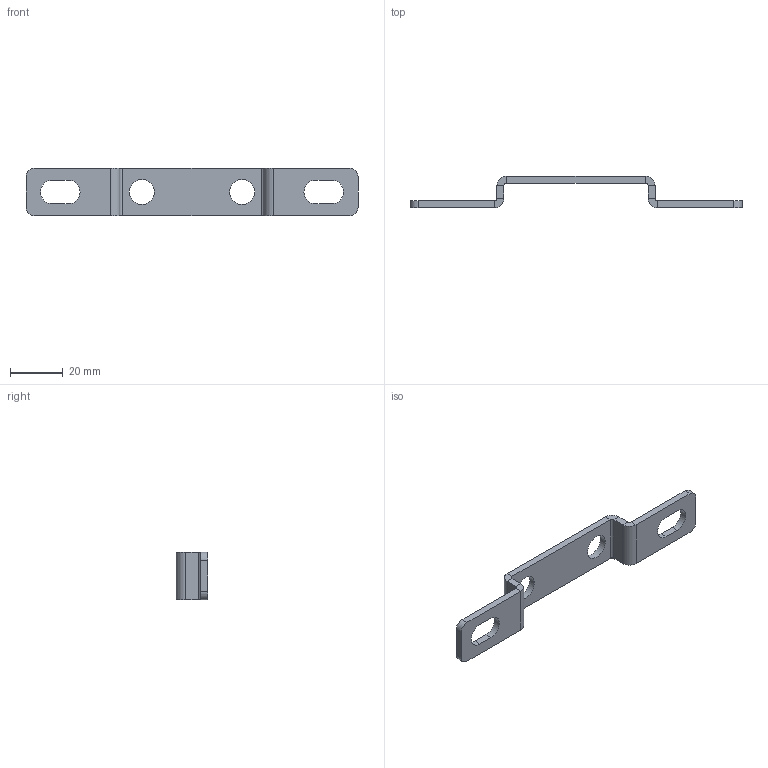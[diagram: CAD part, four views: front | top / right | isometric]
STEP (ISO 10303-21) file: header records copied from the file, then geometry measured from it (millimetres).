
FILE_DESCRIPTION((''),'2;1');
FILE_NAME('193932_ASM','2016-03-07T',('pdmadmin'),(''),'PRO/ENGINEER BY PARAMETRIC TECHNOLOGY CORPORATION, 2013230','PRO/ENGINEER BY PARAMETRIC TECHNOLOGY CORPORATION, 2013230','');
FILE_SCHEMA(('CONFIG_CONTROL_DESIGN'));
Length unit declared in the file: millimetre
Products named in the file (2): 131356; 193932_ASM
Assembly tree (1 placements, depth 2):
  193932_ASM
    131356
Bounding box: 126 x 12 x 18 mm (x, y, z)
Volume: 5704.5 mm3; surface area: 5495.6 mm2
Topology: 1 solids, 1 shells, 54 faces, 124 edges, 72 vertices
Faces by surface type: plane 34, cylinder 20
Entity records: 1575 total; most frequent: DIRECTION 278, CARTESIAN_POINT 253, ORIENTED_EDGE 248, EDGE_CURVE 124, AXIS2_PLACEMENT_3D 97, VECTOR 84, LINE 84, VERTEX_POINT 72
